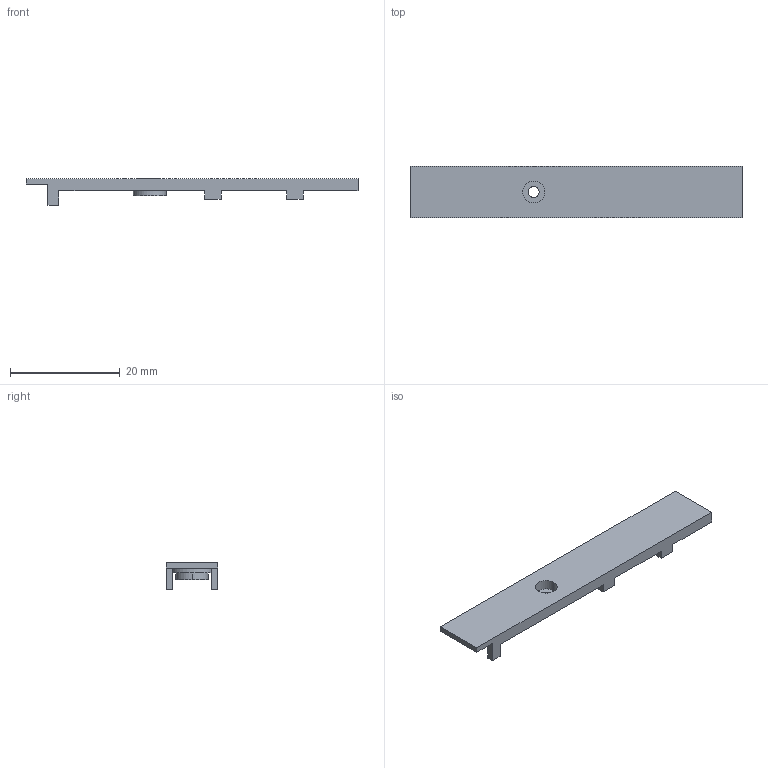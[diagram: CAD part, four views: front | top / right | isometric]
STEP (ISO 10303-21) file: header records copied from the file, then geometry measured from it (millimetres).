
FILE_DESCRIPTION (( 'STEP AP203' ), '1' );
FILE_NAME ('arm_cover.STEP', '2025-10-12T15:12:11', ( '' ), ( '' ), 'SwSTEP 2.0', 'SolidWorks 2014', '' );
FILE_SCHEMA (( 'CONFIG_CONTROL_DESIGN' ));
Length unit declared in the file: millimetre
Products named in the file (1): arm_cover
Bounding box: 60.5 x 9.4 x 4.9 mm (x, y, z)
Volume: 815.8 mm3; surface area: 1699.1 mm2
Topology: 1 solids, 1 shells, 45 faces, 123 edges, 82 vertices
Faces by surface type: plane 36, cylinder 9
Entity records: 1496 total; most frequent: CARTESIAN_POINT 251, ORIENTED_EDGE 246, DIRECTION 233, EDGE_CURVE 123, VECTOR 105, LINE 105, VERTEX_POINT 82, AXIS2_PLACEMENT_3D 64
